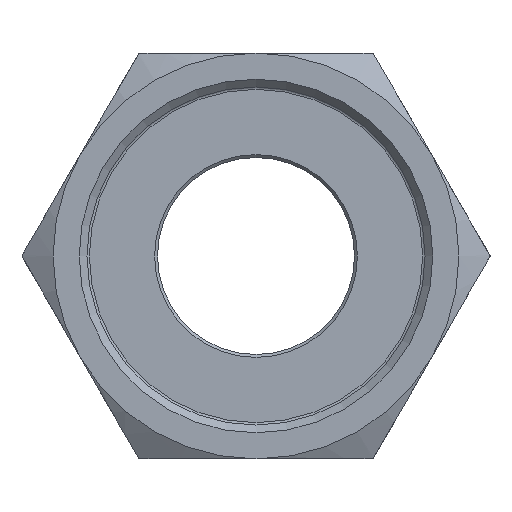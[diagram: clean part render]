
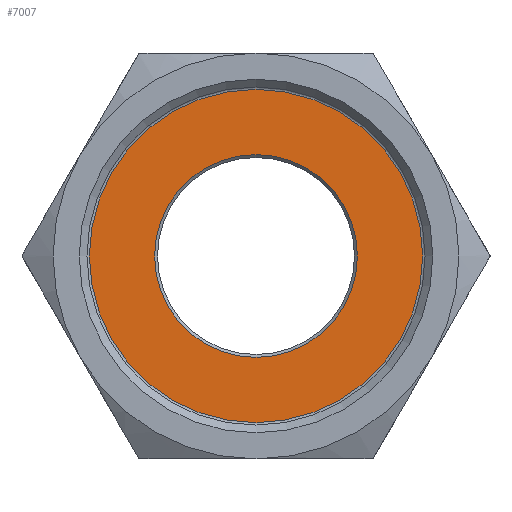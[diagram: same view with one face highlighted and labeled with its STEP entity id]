
A CAD part, left-side view. The second image highlights one B-rep face of the part: STEP entity #7007.
In plain terms, the highlighted planar face has unit normal (-1, 0, 0).
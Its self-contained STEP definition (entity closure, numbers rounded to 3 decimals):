
#1001 = VERTEX_POINT ( 'NONE', #4276 ) ;
#1299 = CIRCLE ( 'NONE', #1314, 27.928 ) ;
#1301 = CIRCLE ( 'NONE', #1313, 17. ) ;
#1313 = AXIS2_PLACEMENT_3D ( 'NONE', #1476, #1494, #1487 ) ;
#1314 = AXIS2_PLACEMENT_3D ( 'NONE', #1474, #1485, #1502 ) ;
#1474 = CARTESIAN_POINT ( 'NONE',  ( 24.8, 0., 0. ) ) ;
#1476 = CARTESIAN_POINT ( 'NONE',  ( 24.8, 0., 0. ) ) ;
#1485 = DIRECTION ( 'NONE',  ( 1., 0., 0. ) ) ;
#1487 = DIRECTION ( 'NONE',  ( 0., 0., 1. ) ) ;
#1494 = DIRECTION ( 'NONE',  ( -1., 0., 0. ) ) ;
#1502 = DIRECTION ( 'NONE',  ( 0., 0., 1. ) ) ;
#4256 = CARTESIAN_POINT ( 'NONE',  ( 24.8, 0., 17. ) ) ;
#4276 = CARTESIAN_POINT ( 'NONE',  ( 24.8, 0., 27.928 ) ) ;
#4278 = VERTEX_POINT ( 'NONE', #4256 ) ;
#4961 = EDGE_LOOP ( 'NONE', ( #6296 ) ) ;
#4991 = EDGE_LOOP ( 'NONE', ( #6338 ) ) ;
#6296 = ORIENTED_EDGE ( 'NONE', *, *, #7068, .F. ) ;
#6338 = ORIENTED_EDGE ( 'NONE', *, *, #7070, .F. ) ;
#7007 = ADVANCED_FACE ( 'NONE', ( #9691, #9704 ), #9686, .F. ) ;
#7068 = EDGE_CURVE ( 'NONE', #1001, #1001, #1299, .T. ) ;
#7070 = EDGE_CURVE ( 'NONE', #4278, #4278, #1301, .T. ) ;
#7506 = AXIS2_PLACEMENT_3D ( 'NONE', #9707, #9700, #9701 ) ;
#9686 = PLANE ( 'NONE',  #7506 ) ;
#9691 = FACE_BOUND ( 'NONE', #4991, .T. ) ;
#9700 = DIRECTION ( 'NONE',  ( 1., 0., 0. ) ) ;
#9701 = DIRECTION ( 'NONE',  ( 0., 1., 0. ) ) ;
#9704 = FACE_OUTER_BOUND ( 'NONE', #4961, .T. ) ;
#9707 = CARTESIAN_POINT ( 'NONE',  ( 24.8, 0., -28.428 ) ) ;
